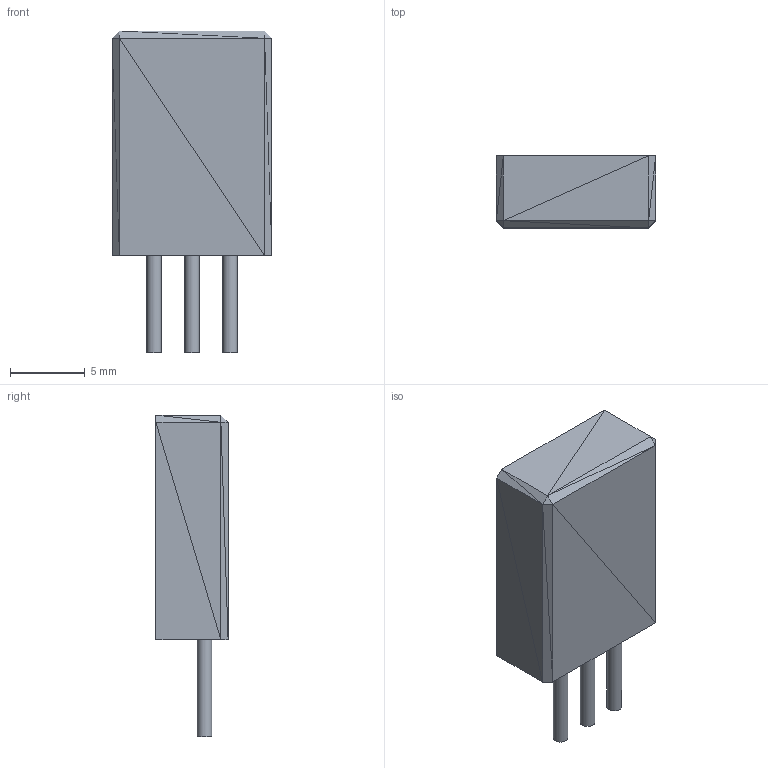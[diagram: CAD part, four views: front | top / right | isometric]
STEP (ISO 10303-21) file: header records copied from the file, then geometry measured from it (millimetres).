
FILE_DESCRIPTION(('STEP AP214'),'1');
FILE_NAME('TO-262_IRF95_INF','2022-10-06T14:22:57',(''),(''),'','','');
FILE_SCHEMA(('AUTOMOTIVE_DESIGN'));
Length unit declared in the file: millimetre
Products named in the file (1): product
Bounding box: 10.67 x 4.83 x 21.51 mm (x, y, z)
Volume: 782.1 mm3; surface area: 618.6 mm2
Topology: 4 solids, 4 shells, 37 faces, 51 edges, 22 vertices
Faces by surface type: plane 34, cylinder 3
Full cylindrical faces by diameter (mm): 0.991 x3
Entity records: 769 total; most frequent: DIRECTION 136, ORIENTED_EDGE 96, CARTESIAN_POINT 69, EDGE_CURVE 48, AXIS2_PLACEMENT_3D 47, LINE 42, VECTOR 42, EDGE_LOOP 40
